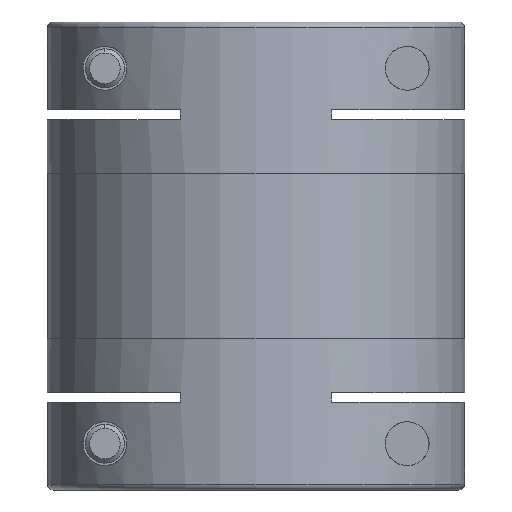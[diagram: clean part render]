
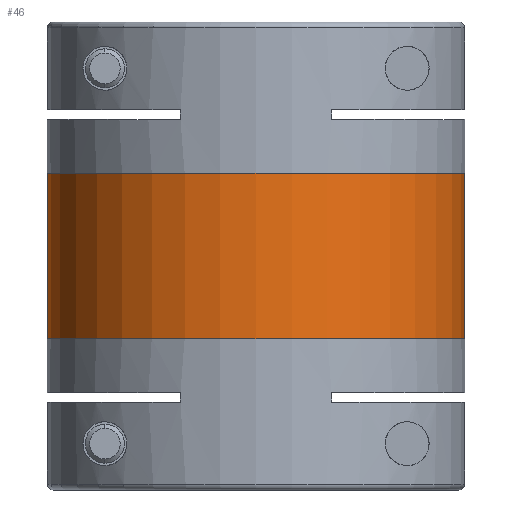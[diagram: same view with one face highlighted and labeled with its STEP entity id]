
A CAD part, front view. The second image highlights one B-rep face of the part: STEP entity #46.
In plain terms, the highlighted cylindrical face has radius 21.35 mm (diameter 42.7 mm), a partial arc.
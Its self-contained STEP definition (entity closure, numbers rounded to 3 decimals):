
#46 = ADVANCED_FACE ( 'NONE', ( #2824 ), #3591, .T. ) ;
#94 = DIRECTION ( 'NONE',  ( 0., 0., -1. ) ) ;
#124 = VERTEX_POINT ( 'NONE', #4739 ) ;
#151 = DIRECTION ( 'NONE',  ( -1., 0., 0. ) ) ;
#280 = ORIENTED_EDGE ( 'NONE', *, *, #926, .F. ) ;
#806 = DIRECTION ( 'NONE',  ( -1., 0., 0. ) ) ;
#817 = CIRCLE ( 'NONE', #3221, 21.35 ) ;
#926 = EDGE_CURVE ( 'NONE', #124, #4808, #817, .T. ) ;
#988 = CARTESIAN_POINT ( 'NONE',  ( -21.35, 0., -32.5 ) ) ;
#1005 = DIRECTION ( 'NONE',  ( -1., 0., 0. ) ) ;
#1120 = VECTOR ( 'NONE', #5216, 1000. ) ;
#1163 = AXIS2_PLACEMENT_3D ( 'NONE', #3619, #3145, #1005 ) ;
#1303 = CARTESIAN_POINT ( 'NONE',  ( 21.35, 0., -15.5 ) ) ;
#1354 = LINE ( 'NONE', #3939, #1120 ) ;
#1484 = ORIENTED_EDGE ( 'NONE', *, *, #3478, .T. ) ;
#2103 = LINE ( 'NONE', #4148, #4300 ) ;
#2397 = ORIENTED_EDGE ( 'NONE', *, *, #4194, .T. ) ;
#2604 = VERTEX_POINT ( 'NONE', #3793 ) ;
#2761 = CARTESIAN_POINT ( 'NONE',  ( 0., 0., -15.5 ) ) ;
#2824 = FACE_OUTER_BOUND ( 'NONE', #4816, .T. ) ;
#2913 = DIRECTION ( 'NONE',  ( 0., 0., 1. ) ) ;
#3145 = DIRECTION ( 'NONE',  ( 0., 0., 1. ) ) ;
#3221 = AXIS2_PLACEMENT_3D ( 'NONE', #3948, #94, #151 ) ;
#3258 = DIRECTION ( 'NONE',  ( 0., 0., -1. ) ) ;
#3478 = EDGE_CURVE ( 'NONE', #124, #5179, #2103, .T. ) ;
#3591 = CYLINDRICAL_SURFACE ( 'NONE', #1163, 21.35 ) ;
#3619 = CARTESIAN_POINT ( 'NONE',  ( 0., 0., -48. ) ) ;
#3793 = CARTESIAN_POINT ( 'NONE',  ( -21.35, 0., -15.5 ) ) ;
#3939 = CARTESIAN_POINT ( 'NONE',  ( -21.35, 0., -48. ) ) ;
#3943 = EDGE_CURVE ( 'NONE', #4808, #2604, #1354, .T. ) ;
#3948 = CARTESIAN_POINT ( 'NONE',  ( 0., 0., -32.5 ) ) ;
#4148 = CARTESIAN_POINT ( 'NONE',  ( 21.35, 0., -48. ) ) ;
#4194 = EDGE_CURVE ( 'NONE', #5179, #2604, #4394, .T. ) ;
#4300 = VECTOR ( 'NONE', #2913, 1000. ) ;
#4394 = CIRCLE ( 'NONE', #5108, 21.35 ) ;
#4739 = CARTESIAN_POINT ( 'NONE',  ( 21.35, 0., -32.5 ) ) ;
#4808 = VERTEX_POINT ( 'NONE', #988 ) ;
#4816 = EDGE_LOOP ( 'NONE', ( #280, #1484, #2397, #5063 ) ) ;
#5063 = ORIENTED_EDGE ( 'NONE', *, *, #3943, .F. ) ;
#5108 = AXIS2_PLACEMENT_3D ( 'NONE', #2761, #3258, #806 ) ;
#5179 = VERTEX_POINT ( 'NONE', #1303 ) ;
#5216 = DIRECTION ( 'NONE',  ( 0., 0., 1. ) ) ;
